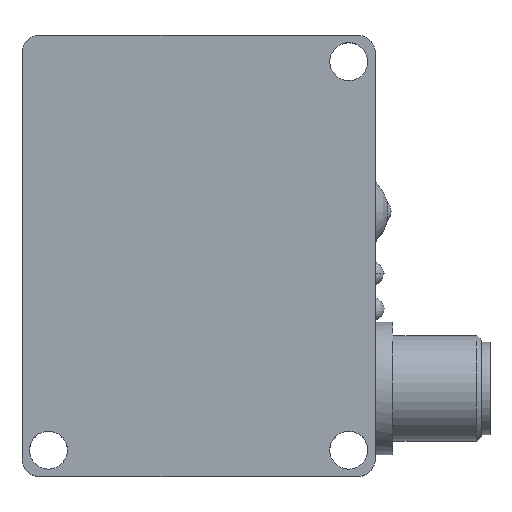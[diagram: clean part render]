
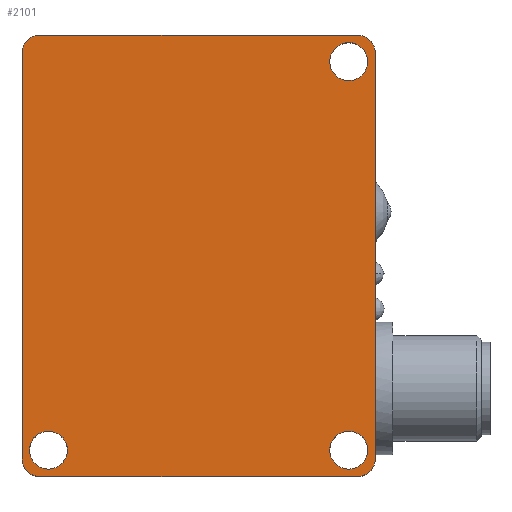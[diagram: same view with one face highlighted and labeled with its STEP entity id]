
A CAD part, top view. The second image highlights one B-rep face of the part: STEP entity #2101.
In plain terms, the highlighted planar face has unit normal (0, 0, 1).
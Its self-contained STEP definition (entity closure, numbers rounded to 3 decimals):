
#90=LINE('',#3575,#191);
#95=LINE('',#3597,#196);
#99=LINE('',#3612,#200);
#100=LINE('',#3617,#201);
#101=LINE('',#3618,#202);
#191=VECTOR('',#2792,46.);
#196=VECTOR('',#2817,36.);
#200=VECTOR('',#2835,36.);
#201=VECTOR('',#2840,8.);
#202=VECTOR('',#2841,38.);
#323=FACE_BOUND('',#623,.T.);
#324=FACE_BOUND('',#624,.T.);
#325=FACE_BOUND('',#625,.T.);
#452=FACE_OUTER_BOUND('',#622,.T.);
#622=EDGE_LOOP('',(#1609,#1610,#1611,#1612,#1613,#1614,#1615,#1616,#1617));
#623=EDGE_LOOP('',(#1618));
#624=EDGE_LOOP('',(#1619));
#625=EDGE_LOOP('',(#1620));
#825=CIRCLE('',#2317,2.15);
#826=CIRCLE('',#2319,2.15);
#827=CIRCLE('',#2321,2.15);
#828=CIRCLE('',#2323,2.);
#831=CIRCLE('',#2328,2.);
#832=CIRCLE('',#2330,2.);
#833=CIRCLE('',#2333,2.);
#1004=VERTEX_POINT('',#3572);
#1005=VERTEX_POINT('',#3574);
#1007=VERTEX_POINT('',#3580);
#1008=VERTEX_POINT('',#3583);
#1009=VERTEX_POINT('',#3586);
#1010=VERTEX_POINT('',#3589);
#1011=VERTEX_POINT('',#3590);
#1012=VERTEX_POINT('',#3595);
#1015=VERTEX_POINT('',#3605);
#1016=VERTEX_POINT('',#3610);
#1017=VERTEX_POINT('',#3614);
#1018=VERTEX_POINT('',#3616);
#1224=EDGE_CURVE('',#1004,#1005,#90,.T.);
#1227=EDGE_CURVE('',#1007,#1007,#825,.T.);
#1228=EDGE_CURVE('',#1008,#1008,#826,.T.);
#1229=EDGE_CURVE('',#1009,#1009,#827,.T.);
#1230=EDGE_CURVE('',#1010,#1011,#828,.T.);
#1234=EDGE_CURVE('',#1011,#1012,#95,.T.);
#1237=EDGE_CURVE('',#1012,#1004,#831,.T.);
#1238=EDGE_CURVE('',#1005,#1015,#832,.T.);
#1242=EDGE_CURVE('',#1015,#1016,#99,.T.);
#1243=EDGE_CURVE('',#1016,#1017,#833,.T.);
#1244=EDGE_CURVE('',#1018,#1010,#100,.T.);
#1245=EDGE_CURVE('',#1017,#1018,#101,.T.);
#1609=ORIENTED_EDGE('',*,*,#1243,.F.);
#1610=ORIENTED_EDGE('',*,*,#1242,.F.);
#1611=ORIENTED_EDGE('',*,*,#1238,.F.);
#1612=ORIENTED_EDGE('',*,*,#1224,.F.);
#1613=ORIENTED_EDGE('',*,*,#1237,.F.);
#1614=ORIENTED_EDGE('',*,*,#1234,.F.);
#1615=ORIENTED_EDGE('',*,*,#1230,.F.);
#1616=ORIENTED_EDGE('',*,*,#1244,.F.);
#1617=ORIENTED_EDGE('',*,*,#1245,.F.);
#1618=ORIENTED_EDGE('',*,*,#1229,.T.);
#1619=ORIENTED_EDGE('',*,*,#1228,.T.);
#1620=ORIENTED_EDGE('',*,*,#1227,.T.);
#1860=PLANE('',#2332);
#2101=ADVANCED_FACE('',(#452,#323,#324,#325),#1860,.T.);
#2317=AXIS2_PLACEMENT_3D('',#3581,#2798,#2799);
#2319=AXIS2_PLACEMENT_3D('',#3584,#2802,#2803);
#2321=AXIS2_PLACEMENT_3D('',#3587,#2806,#2807);
#2323=AXIS2_PLACEMENT_3D('',#3591,#2810,#2811);
#2328=AXIS2_PLACEMENT_3D('',#3603,#2824,#2825);
#2330=AXIS2_PLACEMENT_3D('',#3606,#2828,#2829);
#2332=AXIS2_PLACEMENT_3D('',#3613,#2836,#2837);
#2333=AXIS2_PLACEMENT_3D('',#3615,#2838,#2839);
#2792=DIRECTION('',(0.,1.,0.));
#2798=DIRECTION('center_axis',(0.,0.,-1.));
#2799=DIRECTION('ref_axis',(-1.,0.,0.));
#2802=DIRECTION('center_axis',(0.,0.,-1.));
#2803=DIRECTION('ref_axis',(-1.,0.,0.));
#2806=DIRECTION('center_axis',(0.,0.,-1.));
#2807=DIRECTION('ref_axis',(-1.,0.,0.));
#2810=DIRECTION('center_axis',(0.,0.,-1.));
#2811=DIRECTION('ref_axis',(0.707,-0.707,0.));
#2817=DIRECTION('',(-1.,0.,0.));
#2824=DIRECTION('center_axis',(0.,0.,-1.));
#2825=DIRECTION('ref_axis',(-0.707,-0.707,0.));
#2828=DIRECTION('center_axis',(0.,0.,-1.));
#2829=DIRECTION('ref_axis',(-0.707,0.707,0.));
#2835=DIRECTION('',(1.,0.,0.));
#2836=DIRECTION('center_axis',(0.,0.,1.));
#2837=DIRECTION('ref_axis',(1.,0.,0.));
#2838=DIRECTION('center_axis',(0.,0.,-1.));
#2839=DIRECTION('ref_axis',(0.707,0.707,0.));
#2840=DIRECTION('',(0.,-1.,0.));
#2841=DIRECTION('',(0.,-1.,0.));
#3572=CARTESIAN_POINT('',(0.,2.,15.));
#3574=CARTESIAN_POINT('',(0.,48.,15.));
#3575=CARTESIAN_POINT('',(0.,50.,15.));
#3580=CARTESIAN_POINT('',(39.15,47.,15.));
#3581=CARTESIAN_POINT('Origin',(37.,47.,15.));
#3583=CARTESIAN_POINT('',(5.15,3.,15.));
#3584=CARTESIAN_POINT('Origin',(3.,3.,15.));
#3586=CARTESIAN_POINT('',(39.15,3.,15.));
#3587=CARTESIAN_POINT('Origin',(37.,3.,15.));
#3589=CARTESIAN_POINT('',(40.,2.,15.));
#3590=CARTESIAN_POINT('',(38.,0.,15.));
#3591=CARTESIAN_POINT('Origin',(38.,2.,15.));
#3595=CARTESIAN_POINT('',(2.,0.,15.));
#3597=CARTESIAN_POINT('',(0.,0.,15.));
#3603=CARTESIAN_POINT('Origin',(2.,2.,15.));
#3605=CARTESIAN_POINT('',(2.,50.,15.));
#3606=CARTESIAN_POINT('Origin',(2.,48.,15.));
#3610=CARTESIAN_POINT('',(38.,50.,15.));
#3612=CARTESIAN_POINT('',(40.,50.,15.));
#3613=CARTESIAN_POINT('Origin',(20.,25.,15.));
#3614=CARTESIAN_POINT('',(40.,48.,15.));
#3615=CARTESIAN_POINT('Origin',(38.,48.,15.));
#3616=CARTESIAN_POINT('',(40.,10.,15.));
#3617=CARTESIAN_POINT('',(40.,0.,15.));
#3618=CARTESIAN_POINT('',(40.,0.,15.));
